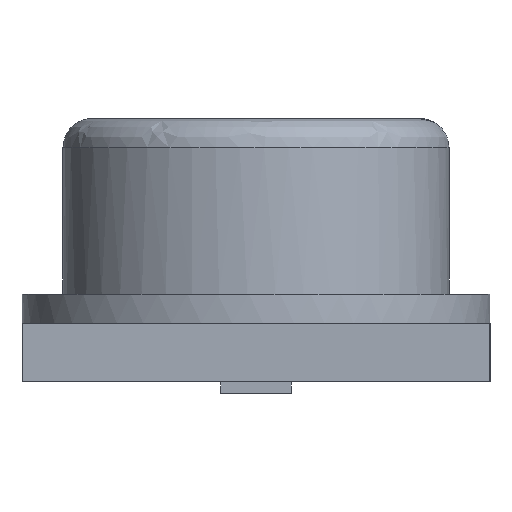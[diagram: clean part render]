
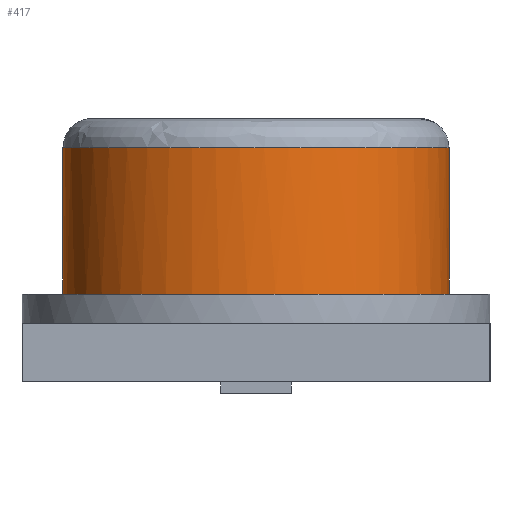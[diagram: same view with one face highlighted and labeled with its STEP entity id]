
A CAD part, left-side view. The second image highlights one B-rep face of the part: STEP entity #417.
In plain terms, the highlighted free-form (B-spline) face has degree [1, 2] with [2, 5] control points.
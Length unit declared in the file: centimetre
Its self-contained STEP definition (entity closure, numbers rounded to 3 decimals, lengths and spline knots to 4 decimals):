
#14=B_SPLINE_CURVE_WITH_KNOTS($,3,(#767,#768,#769,#770,#771,#772,#773,#774,
#775),.UNSPECIFIED.,.F.,.F.,(4,1,1,1,1,1,4),(-0.4196,-0.3596,
-0.2997,-0.1798,-0.1199,-0.0599,
0.),.UNSPECIFIED.);
#25=(
BOUNDED_SURFACE()
B_SPLINE_SURFACE(1,2,((#800,#801,#802,#803,#804),(#805,#806,#807,#808,#809)),
 .UNSPECIFIED.,.F.,.F.,.F.)
B_SPLINE_SURFACE_WITH_KNOTS((2,2),(3,2,3),(-0.5303,0.2273),
(-3.1416,-1.5708,0.),
 .UNSPECIFIED.)
GEOMETRIC_REPRESENTATION_ITEM()
RATIONAL_B_SPLINE_SURFACE(((1.,0.707,1.,0.707,1.),
(1.,0.707,1.,0.707,1.)))
REPRESENTATION_ITEM($)
SURFACE()
);
#30=ELLIPSE($,#442,0.165,0.152);
#55=FACE_OUTER_BOUND($,#83,.T.);
#83=EDGE_LOOP($,(#347,#348,#349,#350));
#118=LINE($,#787,#160);
#120=LINE($,#810,#162);
#160=VECTOR($,#538,0.125);
#162=VECTOR($,#542,0.125);
#187=VERTEX_POINT($,#605);
#190=VERTEX_POINT($,#610);
#199=VERTEX_POINT($,#711);
#202=VERTEX_POINT($,#718);
#230=EDGE_CURVE($,#190,#187,#30,.T.);
#249=EDGE_CURVE($,#199,#202,#14,.T.);
#252=EDGE_CURVE($,#199,#187,#118,.T.);
#254=EDGE_CURVE($,#202,#190,#120,.T.);
#347=ORIENTED_EDGE($,*,*,#249,.F.);
#348=ORIENTED_EDGE($,*,*,#252,.T.);
#349=ORIENTED_EDGE($,*,*,#230,.F.);
#350=ORIENTED_EDGE($,*,*,#254,.F.);
#417=ADVANCED_FACE($,(#55),#25,.F.);
#442=AXIS2_PLACEMENT_3D($,#612,#501,#502);
#501=DIRECTION('center_axis',(0.,0.,-1.));
#502=DIRECTION('ref_axis',(0.,1.,0.));
#538=DIRECTION($,(0.,0.,-1.));
#542=DIRECTION($,(0.,0.,-1.));
#605=CARTESIAN_POINT('',(-0.1575,0.165,0.085));
#610=CARTESIAN_POINT('',(-0.1575,-0.165,0.085));
#612=CARTESIAN_POINT('Origin',(-0.1575,0.,0.085));
#711=CARTESIAN_POINT('',(-0.1575,0.165,0.21));
#718=CARTESIAN_POINT('',(-0.1575,-0.165,0.21));
#767=CARTESIAN_POINT('Ctrl Pts',(-0.1575,0.165,0.21));
#768=CARTESIAN_POINT('Ctrl Pts',(-0.1818,0.165,0.21));
#769=CARTESIAN_POINT('Ctrl Pts',(-0.2302,0.1518,0.21));
#770=CARTESIAN_POINT('Ctrl Pts',(-0.3014,0.0846,
0.21));
#771=CARTESIAN_POINT('Ctrl Pts',(-0.3197,-0.0135,
0.21));
#772=CARTESIAN_POINT('Ctrl Pts',(-0.2835,-0.1014,0.21));
#773=CARTESIAN_POINT('Ctrl Pts',(-0.2303,-0.1518,
0.21));
#774=CARTESIAN_POINT('Ctrl Pts',(-0.1818,-0.165,0.21));
#775=CARTESIAN_POINT('Ctrl Pts',(-0.1575,-0.165,0.21));
#787=CARTESIAN_POINT($,(-0.1575,0.165,0.1725));
#800=CARTESIAN_POINT('Ctrl Pts',(-0.1575,0.165,0.085));
#801=CARTESIAN_POINT('Ctrl Pts',(-0.3095,0.165,0.085));
#802=CARTESIAN_POINT('Ctrl Pts',(-0.3095,0.,
0.085));
#803=CARTESIAN_POINT('Ctrl Pts',(-0.3095,-0.165,0.085));
#804=CARTESIAN_POINT('Ctrl Pts',(-0.1575,-0.165,0.085));
#805=CARTESIAN_POINT('Ctrl Pts',(-0.1575,0.165,0.21));
#806=CARTESIAN_POINT('Ctrl Pts',(-0.3095,0.165,0.21));
#807=CARTESIAN_POINT('Ctrl Pts',(-0.3095,0.,
0.21));
#808=CARTESIAN_POINT('Ctrl Pts',(-0.3095,-0.165,0.21));
#809=CARTESIAN_POINT('Ctrl Pts',(-0.1575,-0.165,0.21));
#810=CARTESIAN_POINT($,(-0.1575,-0.165,0.11));
